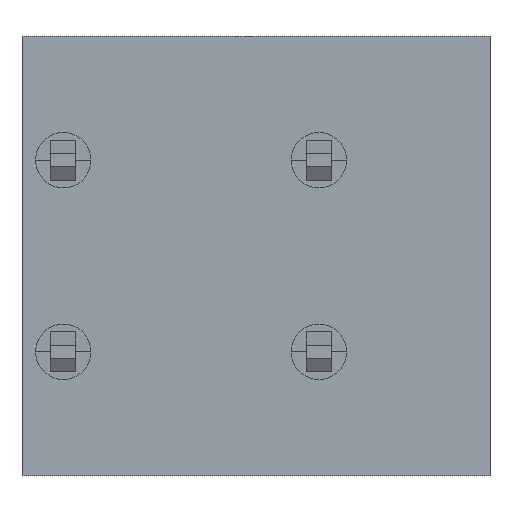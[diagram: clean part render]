
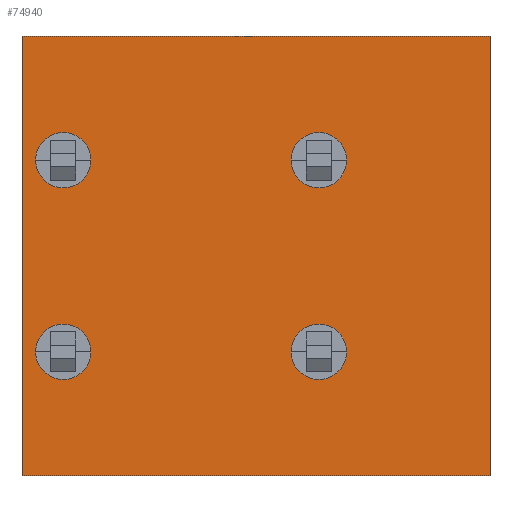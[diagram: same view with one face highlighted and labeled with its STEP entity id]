
A CAD part, front view. The second image highlights one B-rep face of the part: STEP entity #74940.
In plain terms, the highlighted planar face has unit normal (0, -1, 0).
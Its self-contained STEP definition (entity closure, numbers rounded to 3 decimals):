
#120=CARTESIAN_POINT('',(-32.535,25.985,
   2.46));
#130=VERTEX_POINT('',#120);
#950=CARTESIAN_POINT('',(-23.235,25.985,
   2.46));
#960=VERTEX_POINT('',#950);
#990=CARTESIAN_POINT('',(0.,25.985,
   2.46));
#1000=DIRECTION('',(1.,0.,
   0.));
#1010=VECTOR('',#1000,1.);
#1020=LINE('',#990,#1010);
#1030=EDGE_CURVE('',#130,#960,#1020,.T.);
#23820=CARTESIAN_POINT('',(-26.085,
   25.985,0.));
#23830=VERTEX_POINT('',#23820);
#23860=CARTESIAN_POINT('',(-26.635,
   25.985,0.));
#23870=DIRECTION('',(0.,-1.,
   0.));
#23880=DIRECTION('',(1.,0.,
   0.));
#23890=AXIS2_PLACEMENT_3D('',#23860,#23870,#23880);
#23900=CIRCLE('',#23890,0.55);
#23910=CARTESIAN_POINT('',(-27.185,
   25.985,0.));
#23920=VERTEX_POINT('',#23910);
#23930=EDGE_CURVE('',#23920,#23830,#23900,.T.);
#29470=CARTESIAN_POINT('',(-32.265,
   25.985,0.));
#29480=VERTEX_POINT('',#29470);
#29620=CARTESIAN_POINT('',(-31.165,
   25.985,0.));
#29630=VERTEX_POINT('',#29620);
#29660=CARTESIAN_POINT('',(-31.715,
   25.985,0.));
#29670=DIRECTION('',(0.,-1.,
   0.));
#29680=DIRECTION('',(1.,0.,
   0.));
#29690=AXIS2_PLACEMENT_3D('',#29660,#29670,#29680);
#29700=CIRCLE('',#29690,0.55);
#29710=EDGE_CURVE('',#29480,#29630,#29700,.T.);
#42260=CARTESIAN_POINT('',(-23.235,
   25.985,-6.27));
#42270=VERTEX_POINT('',#42260);
#42750=CARTESIAN_POINT('',(-32.535,
   25.985,-6.27));
#42760=VERTEX_POINT('',#42750);
#42790=CARTESIAN_POINT('',(0.,25.985
   ,-6.27));
#42800=DIRECTION('',(1.,0.,
   0.));
#42810=VECTOR('',#42800,1.);
#42820=LINE('',#42790,#42810);
#42830=EDGE_CURVE('',#42760,#42270,#42820,.T.);
#62480=CARTESIAN_POINT('',(-32.535,
   25.985,0.));
#62490=DIRECTION('',(0.,0.,
   -1.));
#62500=VECTOR('',#62490,1.);
#62510=LINE('',#62480,#62500);
#62520=EDGE_CURVE('',#130,#42760,#62510,.T.);
#63220=CARTESIAN_POINT('',(-31.165,
   25.985,-3.81));
#63230=VERTEX_POINT('',#63220);
#63280=CARTESIAN_POINT('',(-31.715,
   25.985,-3.81));
#63290=DIRECTION('',(0.,-1.,
   0.));
#63300=DIRECTION('',(1.,0.,
   0.));
#63310=AXIS2_PLACEMENT_3D('',#63280,#63290,#63300);
#63320=CIRCLE('',#63310,0.55);
#63330=CARTESIAN_POINT('',(-32.265,
   25.985,-3.81));
#63340=VERTEX_POINT('',#63330);
#63350=EDGE_CURVE('',#63340,#63230,#63320,.T.);
#67780=CARTESIAN_POINT('',(-26.085,
   25.985,-3.81));
#67790=VERTEX_POINT('',#67780);
#67970=CARTESIAN_POINT('',(-27.185,
   25.985,-3.81));
#67980=VERTEX_POINT('',#67970);
#68010=CARTESIAN_POINT('',(-26.635,
   25.985,-3.81));
#68020=DIRECTION('',(0.,-1.,
   0.));
#68030=DIRECTION('',(1.,0.,
   0.));
#68040=AXIS2_PLACEMENT_3D('',#68010,#68020,#68030);
#68050=CIRCLE('',#68040,0.55);
#68060=EDGE_CURVE('',#67790,#67980,#68050,.T.);
#72360=CARTESIAN_POINT('',(-23.235,
   25.985,0.));
#72370=DIRECTION('',(0.,0.,
   1.));
#72380=VECTOR('',#72370,1.);
#72390=LINE('',#72360,#72380);
#72400=EDGE_CURVE('',#42270,#960,#72390,.T.);
#74630=CARTESIAN_POINT('',(-31.935,
   25.985,0.));
#74640=DIRECTION('',(0.,-1.,
   0.));
#74650=DIRECTION('',(-1.,0.,
   0.));
#74660=AXIS2_PLACEMENT_3D('',#74630,#74640,#74650);
#74670=PLANE('',#74660);
#74680=ORIENTED_EDGE('',*,*,#23930,.F.);
#74690=EDGE_CURVE('',#23830,#23920,#23900,.T.);
#74700=ORIENTED_EDGE('',*,*,#74690,.F.);
#74710=EDGE_LOOP('',(#74700,#74680));
#74720=FACE_BOUND('',#74710,.T.);
#74730=ORIENTED_EDGE('',*,*,#63350,.F.);
#74740=EDGE_CURVE('',#63230,#63340,#63320,.T.);
#74750=ORIENTED_EDGE('',*,*,#74740,.F.);
#74760=EDGE_LOOP('',(#74750,#74730));
#74770=FACE_BOUND('',#74760,.T.);
#74780=EDGE_CURVE('',#67980,#67790,#68050,.T.);
#74790=ORIENTED_EDGE('',*,*,#74780,.F.);
#74800=ORIENTED_EDGE('',*,*,#68060,.F.);
#74810=EDGE_LOOP('',(#74800,#74790));
#74820=FACE_BOUND('',#74810,.T.);
#74830=ORIENTED_EDGE('',*,*,#1030,.F.);
#74840=ORIENTED_EDGE('',*,*,#72400,.T.);
#74850=ORIENTED_EDGE('',*,*,#42830,.T.);
#74860=ORIENTED_EDGE('',*,*,#62520,.T.);
#74870=EDGE_LOOP('',(#74860,#74850,#74840,#74830));
#74880=FACE_OUTER_BOUND('',#74870,.T.);
#74890=EDGE_CURVE('',#29630,#29480,#29700,.T.);
#74900=ORIENTED_EDGE('',*,*,#74890,.F.);
#74910=ORIENTED_EDGE('',*,*,#29710,.F.);
#74920=EDGE_LOOP('',(#74910,#74900));
#74930=FACE_BOUND('',#74920,.T.);
#74940=ADVANCED_FACE('',(#74720,#74770,#74820,#74880,#74930),#74670,.T.)
   ;
